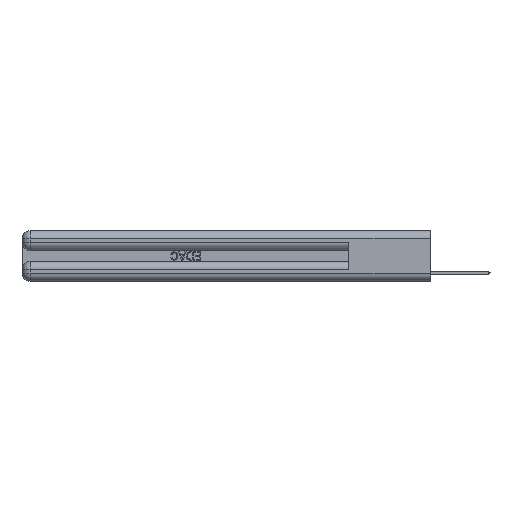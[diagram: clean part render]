
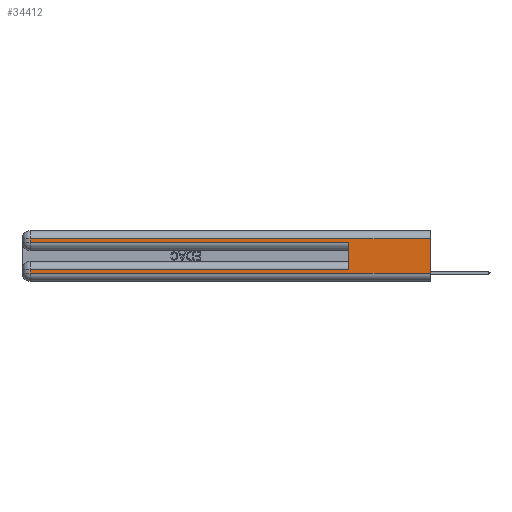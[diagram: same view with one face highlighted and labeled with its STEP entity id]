
A CAD part, left-side view. The second image highlights one B-rep face of the part: STEP entity #34412.
In plain terms, the highlighted planar face has unit normal (-1, 0, 0).
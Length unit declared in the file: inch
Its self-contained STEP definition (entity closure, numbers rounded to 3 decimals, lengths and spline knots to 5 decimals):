
#688 = VECTOR ( 'NONE', #2334, 39.37008 ) ;
#1349 = ORIENTED_EDGE ( 'NONE', *, *, #4217, .F. ) ;
#1653 = CARTESIAN_POINT ( 'NONE',  ( 0., 2.94, 0.37 ) ) ;
#2130 = EDGE_CURVE ( 'NONE', #17896, #14544, #21024, .T. ) ;
#2334 = DIRECTION ( 'NONE',  ( 0., 0., -1. ) ) ;
#2419 = CARTESIAN_POINT ( 'NONE',  ( 0., 2.94, 0.06 ) ) ;
#3289 = VERTEX_POINT ( 'NONE', #34999 ) ;
#3456 = DIRECTION ( 'NONE',  ( 0., -1., 0. ) ) ;
#4217 = EDGE_CURVE ( 'NONE', #3289, #6092, #5387, .T. ) ;
#4379 = CARTESIAN_POINT ( 'NONE',  ( 0., 0., 0.06 ) ) ;
#4412 = EDGE_CURVE ( 'NONE', #3289, #21811, #33620, .T. ) ;
#4427 = DIRECTION ( 'NONE',  ( 0., 1., 0. ) ) ;
#5387 = LINE ( 'NONE', #33270, #11200 ) ;
#5660 = ORIENTED_EDGE ( 'NONE', *, *, #24834, .T. ) ;
#6092 = VERTEX_POINT ( 'NONE', #33759 ) ;
#6447 = DIRECTION ( 'NONE',  ( 0., 1., 0. ) ) ;
#6862 = EDGE_CURVE ( 'NONE', #21811, #9065, #7062, .T. ) ;
#7062 = LINE ( 'NONE', #1653, #22784 ) ;
#8125 = DIRECTION ( 'NONE',  ( 1., 0., 0. ) ) ;
#8470 = CARTESIAN_POINT ( 'NONE',  ( 0., 0., 0.37 ) ) ;
#9065 = VERTEX_POINT ( 'NONE', #15801 ) ;
#9180 = EDGE_LOOP ( 'NONE', ( #1349, #29516, #28353, #5660, #19242, #12870, #14671, #10884 ) ) ;
#9790 = VERTEX_POINT ( 'NONE', #2419 ) ;
#10165 = VECTOR ( 'NONE', #3456, 39.37008 ) ;
#10484 = VERTEX_POINT ( 'NONE', #21388 ) ;
#10812 = LINE ( 'NONE', #27369, #688 ) ;
#10884 = ORIENTED_EDGE ( 'NONE', *, *, #31640, .T. ) ;
#11200 = VECTOR ( 'NONE', #19256, 39.37008 ) ;
#11363 = CARTESIAN_POINT ( 'NONE',  ( 0., 0.6, 0.285 ) ) ;
#12870 = ORIENTED_EDGE ( 'NONE', *, *, #24748, .T. ) ;
#13116 = DIRECTION ( 'NONE',  ( 0., 0., 1. ) ) ;
#13711 = CARTESIAN_POINT ( 'NONE',  ( 0., 0.6, 0.085 ) ) ;
#14544 = VERTEX_POINT ( 'NONE', #11363 ) ;
#14671 = ORIENTED_EDGE ( 'NONE', *, *, #32310, .T. ) ;
#15801 = CARTESIAN_POINT ( 'NONE',  ( 0., 2.94, 0.285 ) ) ;
#17896 = VERTEX_POINT ( 'NONE', #13711 ) ;
#17904 = DIRECTION ( 'NONE',  ( 0., -1., 0. ) ) ;
#18412 = DIRECTION ( 'NONE',  ( 0., 0., -1. ) ) ;
#18940 = PLANE ( 'NONE',  #24632 ) ;
#19242 = ORIENTED_EDGE ( 'NONE', *, *, #2130, .F. ) ;
#19256 = DIRECTION ( 'NONE',  ( 0., 0., -1. ) ) ;
#20138 = CARTESIAN_POINT ( 'NONE',  ( 0., 0., 0.31 ) ) ;
#21024 = LINE ( 'NONE', #26610, #30307 ) ;
#21180 = CARTESIAN_POINT ( 'NONE',  ( 0., 0., 0.085 ) ) ;
#21388 = CARTESIAN_POINT ( 'NONE',  ( 0., 2.94, 0.085 ) ) ;
#21811 = VERTEX_POINT ( 'NONE', #27760 ) ;
#21985 = FACE_OUTER_BOUND ( 'NONE', #9180, .T. ) ;
#22784 = VECTOR ( 'NONE', #18412, 39.37008 ) ;
#24632 = AXIS2_PLACEMENT_3D ( 'NONE', #8470, #8125, #27380 ) ;
#24748 = EDGE_CURVE ( 'NONE', #17896, #10484, #29276, .T. ) ;
#24834 = EDGE_CURVE ( 'NONE', #9065, #14544, #32509, .T. ) ;
#26610 = CARTESIAN_POINT ( 'NONE',  ( 0., 0.6, 0.145 ) ) ;
#27298 = CARTESIAN_POINT ( 'NONE',  ( 0., 0., 0.285 ) ) ;
#27369 = CARTESIAN_POINT ( 'NONE',  ( 0., 2.94, 0.37 ) ) ;
#27380 = DIRECTION ( 'NONE',  ( 0., 0., -1. ) ) ;
#27760 = CARTESIAN_POINT ( 'NONE',  ( 0., 2.94, 0.31 ) ) ;
#28353 = ORIENTED_EDGE ( 'NONE', *, *, #6862, .T. ) ;
#29276 = LINE ( 'NONE', #21180, #33154 ) ;
#29516 = ORIENTED_EDGE ( 'NONE', *, *, #4412, .T. ) ;
#30307 = VECTOR ( 'NONE', #13116, 39.37008 ) ;
#31640 = EDGE_CURVE ( 'NONE', #9790, #6092, #34981, .T. ) ;
#32310 = EDGE_CURVE ( 'NONE', #10484, #9790, #10812, .T. ) ;
#32509 = LINE ( 'NONE', #27298, #10165 ) ;
#32987 = VECTOR ( 'NONE', #6447, 39.37008 ) ;
#33154 = VECTOR ( 'NONE', #4427, 39.37008 ) ;
#33270 = CARTESIAN_POINT ( 'NONE',  ( 0., 0., 0.37 ) ) ;
#33620 = LINE ( 'NONE', #20138, #32987 ) ;
#33759 = CARTESIAN_POINT ( 'NONE',  ( 0., 0., 0.06 ) ) ;
#34412 = ADVANCED_FACE ( 'NONE', ( #21985 ), #18940, .F. ) ;
#34981 = LINE ( 'NONE', #4379, #35138 ) ;
#34999 = CARTESIAN_POINT ( 'NONE',  ( 0., 0., 0.31 ) ) ;
#35138 = VECTOR ( 'NONE', #17904, 39.37008 ) ;
